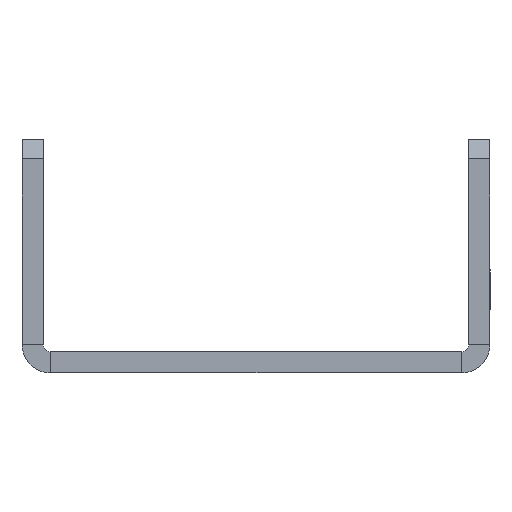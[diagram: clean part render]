
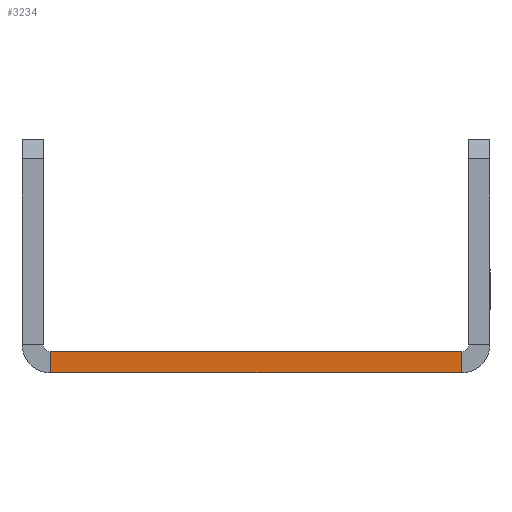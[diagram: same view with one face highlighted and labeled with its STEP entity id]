
A CAD part, left-side view. The second image highlights one B-rep face of the part: STEP entity #3234.
In plain terms, the highlighted planar face has unit normal (-1, 0, 0).
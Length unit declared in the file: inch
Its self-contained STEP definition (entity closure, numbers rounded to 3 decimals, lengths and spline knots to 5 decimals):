
#277=PLANE('',#3652);
#423=FACE_OUTER_BOUND('',#817,.T.);
#817=EDGE_LOOP('',(#2942,#2943,#2944,#2945));
#1110=LINE('',#4918,#1276);
#1112=LINE('',#5069,#1278);
#1241=LINE('',#5474,#1407);
#1243=LINE('',#5478,#1409);
#1276=VECTOR('',#3933,1.756);
#1278=VECTOR('',#4085,1.756);
#1407=VECTOR('',#4618,0.09);
#1409=VECTOR('',#4624,0.09);
#1475=VERTEX_POINT('',#4769);
#1477=VERTEX_POINT('',#4774);
#1539=VERTEX_POINT('',#4906);
#1541=VERTEX_POINT('',#4912);
#1832=EDGE_CURVE('',#1541,#1477,#1110,.T.);
#1908=EDGE_CURVE('',#1539,#1475,#1112,.T.);
#2111=EDGE_CURVE('',#1475,#1477,#1241,.T.);
#2113=EDGE_CURVE('',#1539,#1541,#1243,.T.);
#2942=ORIENTED_EDGE('',*,*,#2111,.F.);
#2943=ORIENTED_EDGE('',*,*,#1908,.F.);
#2944=ORIENTED_EDGE('',*,*,#2113,.T.);
#2945=ORIENTED_EDGE('',*,*,#1832,.T.);
#3234=ADVANCED_FACE('',(#423),#277,.F.);
#3652=AXIS2_PLACEMENT_3D('',#5479,#4625,#4626);
#3933=DIRECTION('',(0.,-1.,0.));
#4085=DIRECTION('',(0.,-1.,0.));
#4618=DIRECTION('',(0.,0.,-1.));
#4624=DIRECTION('',(0.,0.,-1.));
#4625=DIRECTION('center_axis',(1.,0.,0.));
#4626=DIRECTION('ref_axis',(0.,0.,-1.));
#4769=CARTESIAN_POINT('',(-29.5,-0.878,0.09));
#4774=CARTESIAN_POINT('',(-29.5,-0.878,0.));
#4906=CARTESIAN_POINT('',(-29.5,0.878,0.09));
#4912=CARTESIAN_POINT('',(-29.5,0.878,0.));
#4918=CARTESIAN_POINT('',(-29.5,0.878,0.));
#5069=CARTESIAN_POINT('',(-29.5,0.878,0.09));
#5474=CARTESIAN_POINT('',(-29.5,-0.878,0.09));
#5478=CARTESIAN_POINT('',(-29.5,0.878,0.09));
#5479=CARTESIAN_POINT('Origin',(-29.5,-1.,0.09));
